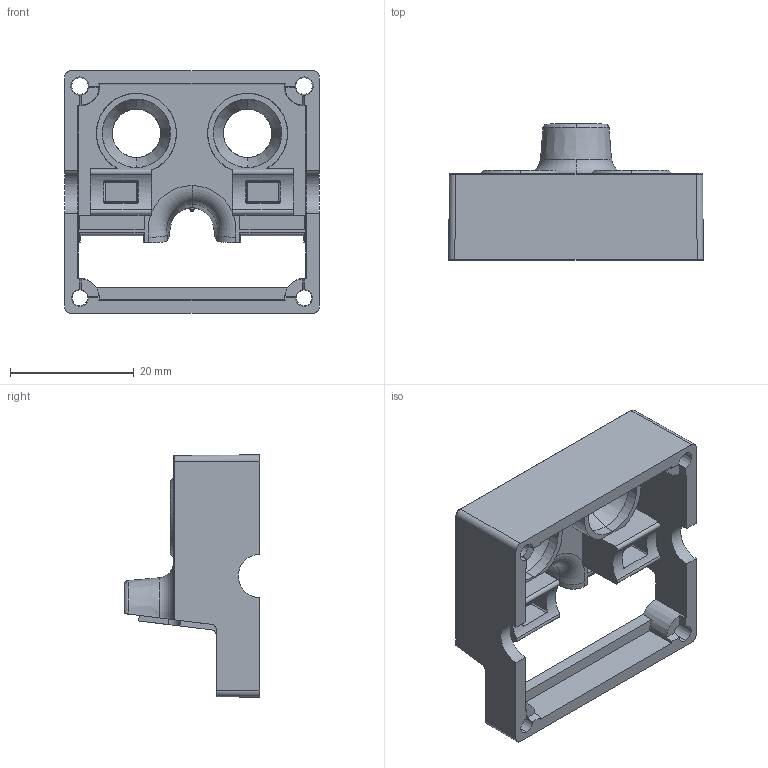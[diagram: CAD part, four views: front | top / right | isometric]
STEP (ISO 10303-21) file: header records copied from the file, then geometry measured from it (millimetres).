
FILE_DESCRIPTION (( 'STEP AP214' ), '1' );
FILE_NAME ('2025-I.STEP', '2016-06-01T13:09:47', ( '' ), ( '' ), 'SwSTEP 2.0', 'SolidWorks 2015', '' );
FILE_SCHEMA (( 'AUTOMOTIVE_DESIGN' ));
Length unit declared in the file: millimetre
Products named in the file (1): 2025-I
Bounding box: 41.24 x 22 x 39.24 mm (x, y, z)
Volume: 6761.8 mm3; surface area: 7588.6 mm2
Topology: 1 solids, 1 shells, 195 faces, 528 edges, 325 vertices
Faces by surface type: plane 82, cylinder 37, cone 35, bspline 19, torus 14, sphere 8
Entity records: 6606 total; most frequent: CARTESIAN_POINT 1999, ORIENTED_EDGE 1040, DIRECTION 880, EDGE_CURVE 520, VERTEX_POINT 325, AXIS2_PLACEMENT_3D 314, VECTOR 252, LINE 252
